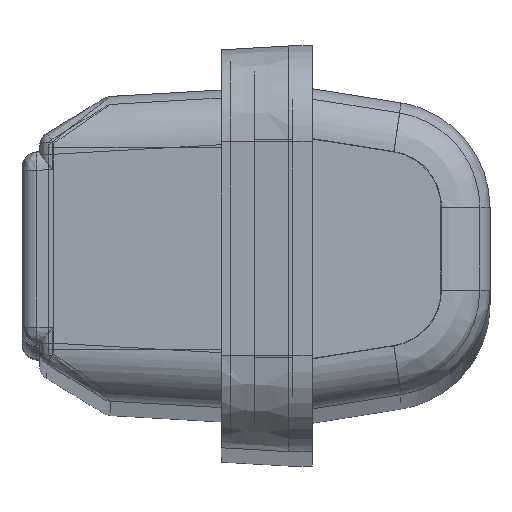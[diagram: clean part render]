
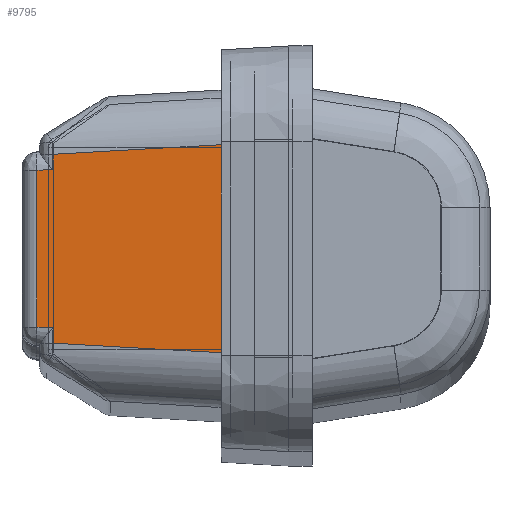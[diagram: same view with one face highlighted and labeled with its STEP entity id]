
A CAD part, top view. The second image highlights one B-rep face of the part: STEP entity #9795.
In plain terms, the highlighted face is planar.
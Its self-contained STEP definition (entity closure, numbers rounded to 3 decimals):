
#15 = CARTESIAN_POINT ( 'NONE',  ( 11.9, -632.677, -2.26 ) ) ;
#37 = CARTESIAN_POINT ( 'NONE',  ( 12.026, -632.719, -4.665 ) ) ;
#93 = ORIENTED_EDGE ( 'NONE', *, *, #4786, .F. ) ;
#127 = CARTESIAN_POINT ( 'NONE',  ( -4.866, -632.677, -2.26 ) ) ;
#333 = CARTESIAN_POINT ( 'NONE',  ( -14.321, -632.719, -4.665 ) ) ;
#415 = DIRECTION ( 'NONE',  ( -0.052, 0.017, 0.998 ) ) ;
#422 = CARTESIAN_POINT ( 'NONE',  ( 16.2, -633.165, -30.2 ) ) ;
#508 = VERTEX_POINT ( 'NONE', #5309 ) ;
#755 = EDGE_CURVE ( 'NONE', #9009, #9717, #5077, .T. ) ;
#863 = DIRECTION ( 'NONE',  ( 0.057, 0.017, 0.998 ) ) ;
#984 = LINE ( 'NONE', #4398, #7501 ) ;
#1006 = CARTESIAN_POINT ( 'NONE',  ( -2.433, -632.677, -2.26 ) ) ;
#1021 = VERTEX_POINT ( 'NONE', #37 ) ;
#1349 = VECTOR ( 'NONE', #2723, 1000. ) ;
#1720 = CARTESIAN_POINT ( 'NONE',  ( 7.033, -632.677, -2.26 ) ) ;
#1968 = FACE_OUTER_BOUND ( 'NONE', #8754, .T. ) ;
#2022 = CARTESIAN_POINT ( 'NONE',  ( 16.2, -633.2, -32.2 ) ) ;
#2219 = VECTOR ( 'NONE', #415, 1000. ) ;
#2226 = ORIENTED_EDGE ( 'NONE', *, *, #8212, .F. ) ;
#2394 = VERTEX_POINT ( 'NONE', #5527 ) ;
#2550 = CARTESIAN_POINT ( 'NONE',  ( 1.533, -632.677, -2.26 ) ) ;
#2633 = ORIENTED_EDGE ( 'NONE', *, *, #8367, .T. ) ;
#2723 = DIRECTION ( 'NONE',  ( -1., 0., 0. ) ) ;
#2962 = VERTEX_POINT ( 'NONE', #333 ) ;
#3202 = LINE ( 'NONE', #10073, #1349 ) ;
#3203 = CARTESIAN_POINT ( 'NONE',  ( 13.086, -632.342, 16.954 ) ) ;
#3338 = ORIENTED_EDGE ( 'NONE', *, *, #5004, .F. ) ;
#3501 = CARTESIAN_POINT ( 'NONE',  ( 14.321, -632.719, -4.665 ) ) ;
#3551 = CARTESIAN_POINT ( 'NONE',  ( 9.466, -632.677, -2.26 ) ) ;
#3564 = CARTESIAN_POINT ( 'NONE',  ( -13.086, -632.342, 16.954 ) ) ;
#3660 = CARTESIAN_POINT ( 'NONE',  ( -8.833, -632.677, -2.26 ) ) ;
#3852 = DIRECTION ( 'NONE',  ( -1., 0., 0. ) ) ;
#3893 = PLANE ( 'NONE',  #3983 ) ;
#3983 = AXIS2_PLACEMENT_3D ( 'NONE', #2022, #8954, #5453 ) ;
#4398 = CARTESIAN_POINT ( 'NONE',  ( 16.2, -632.719, -4.665 ) ) ;
#4537 = B_SPLINE_CURVE_WITH_KNOTS ( 'NONE', 3,
 ( #10301, #6102, #3660, #127, #1006, #2550, #10242, #1720, #3551, #5148 ),
 .UNSPECIFIED., .F., .F.,
 ( 4, 2, 2, 2, 4 ),
 ( 0., 0.193, 0.5, 0.693, 1. ),
 .UNSPECIFIED. ) ;
#4721 = LINE ( 'NONE', #9768, #2219 ) ;
#4786 = EDGE_CURVE ( 'NONE', #2394, #2962, #8546, .T. ) ;
#5004 = EDGE_CURVE ( 'NONE', #9717, #6900, #4537, .T. ) ;
#5077 = LINE ( 'NONE', #8685, #8939 ) ;
#5148 = CARTESIAN_POINT ( 'NONE',  ( 11.9, -632.677, -2.26 ) ) ;
#5309 = CARTESIAN_POINT ( 'NONE',  ( 15.78, -633.165, -30.2 ) ) ;
#5453 = DIRECTION ( 'NONE',  ( 0., -0.017, -1. ) ) ;
#5527 = CARTESIAN_POINT ( 'NONE',  ( -15.78, -633.165, -30.2 ) ) ;
#5761 = ORIENTED_EDGE ( 'NONE', *, *, #755, .F. ) ;
#5988 = ORIENTED_EDGE ( 'NONE', *, *, #9471, .T. ) ;
#6102 = CARTESIAN_POINT ( 'NONE',  ( -10.366, -632.677, -2.26 ) ) ;
#6386 = ORIENTED_EDGE ( 'NONE', *, *, #8690, .T. ) ;
#6639 = CARTESIAN_POINT ( 'NONE',  ( -12.026, -632.719, -4.665 ) ) ;
#6771 = ORIENTED_EDGE ( 'NONE', *, *, #10277, .F. ) ;
#6900 = VERTEX_POINT ( 'NONE', #15 ) ;
#7251 = VECTOR ( 'NONE', #3852, 1000. ) ;
#7287 = LINE ( 'NONE', #3203, #10486 ) ;
#7501 = VECTOR ( 'NONE', #11121, 1000. ) ;
#7518 = DIRECTION ( 'NONE',  ( -0.057, 0.017, 0.998 ) ) ;
#8114 = LINE ( 'NONE', #422, #7251 ) ;
#8212 = EDGE_CURVE ( 'NONE', #508, #2394, #8114, .T. ) ;
#8367 = EDGE_CURVE ( 'NONE', #1021, #6900, #4721, .T. ) ;
#8546 = LINE ( 'NONE', #3564, #10521 ) ;
#8685 = CARTESIAN_POINT ( 'NONE',  ( -13.476, -633.202, -32.343 ) ) ;
#8690 = EDGE_CURVE ( 'NONE', #9009, #2962, #3202, .T. ) ;
#8754 = EDGE_LOOP ( 'NONE', ( #2226, #5988, #6771, #2633, #3338, #5761, #6386, #93 ) ) ;
#8784 = CARTESIAN_POINT ( 'NONE',  ( -11.9, -632.677, -2.26 ) ) ;
#8939 = VECTOR ( 'NONE', #10451, 1000. ) ;
#8954 = DIRECTION ( 'NONE',  ( 0., -1., 0.017 ) ) ;
#9009 = VERTEX_POINT ( 'NONE', #6639 ) ;
#9367 = VERTEX_POINT ( 'NONE', #3501 ) ;
#9471 = EDGE_CURVE ( 'NONE', #508, #9367, #7287, .T. ) ;
#9717 = VERTEX_POINT ( 'NONE', #8784 ) ;
#9768 = CARTESIAN_POINT ( 'NONE',  ( 13.476, -633.202, -32.343 ) ) ;
#9795 = ADVANCED_FACE ( 'NONE', ( #1968 ), #3893, .T. ) ;
#10073 = CARTESIAN_POINT ( 'NONE',  ( -16.2, -632.719, -4.665 ) ) ;
#10242 = CARTESIAN_POINT ( 'NONE',  ( 3.067, -632.677, -2.26 ) ) ;
#10277 = EDGE_CURVE ( 'NONE', #1021, #9367, #984, .T. ) ;
#10301 = CARTESIAN_POINT ( 'NONE',  ( -11.9, -632.677, -2.26 ) ) ;
#10451 = DIRECTION ( 'NONE',  ( 0.052, 0.017, 0.998 ) ) ;
#10486 = VECTOR ( 'NONE', #7518, 1000. ) ;
#10521 = VECTOR ( 'NONE', #863, 1000. ) ;
#11121 = DIRECTION ( 'NONE',  ( 1., 0., 0. ) ) ;
